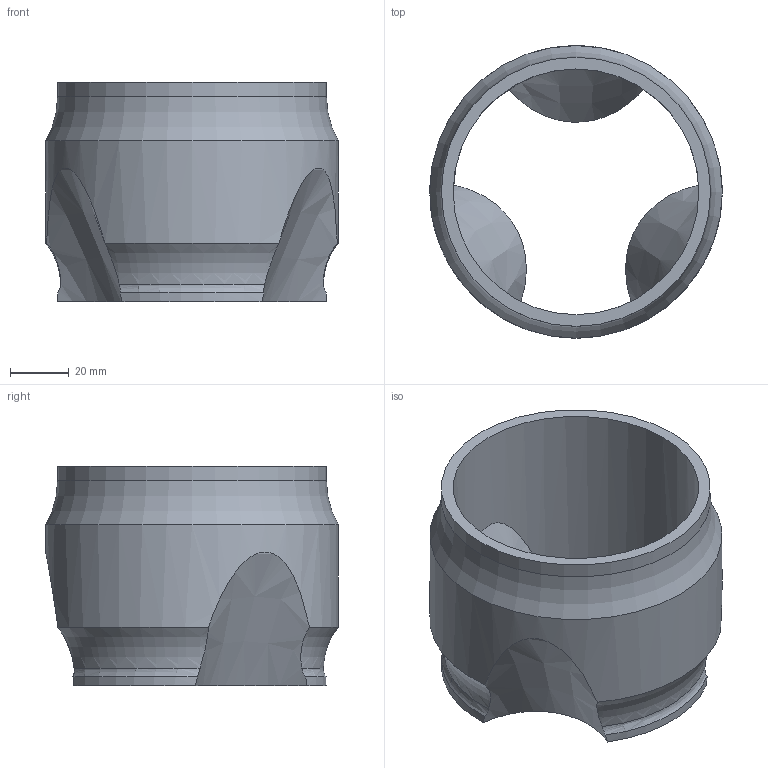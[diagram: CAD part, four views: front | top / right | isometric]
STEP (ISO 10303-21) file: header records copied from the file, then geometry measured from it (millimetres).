
FILE_DESCRIPTION(/* description */ ('','CAx-IF Rec.Pracs.---Representation and Presentation of Product Manufacturing Information (PMI)---4.0---2014-10-13'),/* implementation_level */ '2;1');
FILE_NAME(/* name */ '50mm Chimney Module - shorten.step',/* time_stamp */ '2025-02-15T17:51:44+01:00',/* author */ (''),/* organization */ (''),/* preprocessor_version */ 'ST-DEVELOPER v20',/* originating_system */ 'Autodesk Translation Framework v13.20.0.188',/* authorisation */ '');
FILE_SCHEMA (('AP242_MANAGED_MODEL_BASED_3D_ENGINEERING_MIM_LF { 1 0 10303 442 1 1 4 }'));
Length unit declared in the file: millimetre
Products named in the file (1): 50mm Chimney Module
Bounding box: 100 x 100 x 75 mm (x, y, z)
Volume: 127713.9 mm3; surface area: 46507.5 mm2
Topology: 1 solids, 1 shells, 21 faces, 57 edges, 38 vertices
Faces by surface type: torus 7, cylinder 6, cone 6, plane 2
Full cylindrical faces by diameter (mm): 84 x1, 92 x1, 100 x1
Entity records: 943 total; most frequent: CARTESIAN_POINT 389, ORIENTED_EDGE 114, DIRECTION 103, EDGE_CURVE 57, AXIS2_PLACEMENT_3D 50, VERTEX_POINT 38, B_SPLINE_CURVE_WITH_KNOTS 26, EDGE_LOOP 23
